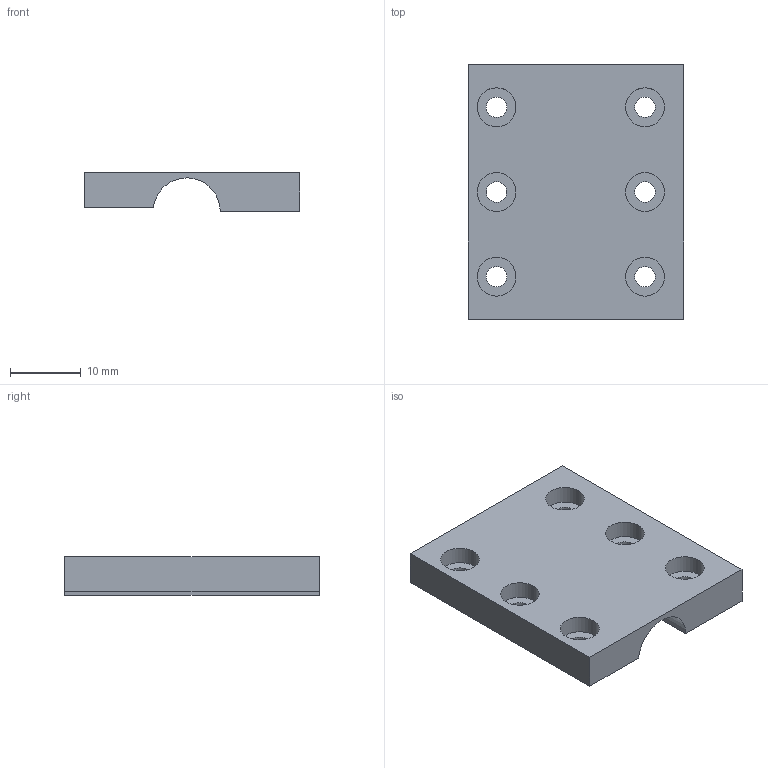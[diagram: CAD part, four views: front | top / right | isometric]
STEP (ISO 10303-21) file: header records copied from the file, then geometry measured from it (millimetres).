
FILE_DESCRIPTION(/* description */ ('xgalvo_to_base_clamp'),/* implementation_level */ '2;1');
FILE_NAME(/* name */ 'xgalvo_to_base_clamp.stp',/* time_stamp */ '2022-05-25T17:59:30-04:00',/* author */ ('kk4764'),/* organization */ (''),/* preprocessor_version */ 'ST-DEVELOPER v18.1',/* originating_system */ 'Autodesk Inventor 2022',/* authorisation */ '');
FILE_SCHEMA (('AUTOMOTIVE_DESIGN { 1 0 10303 214 3 1 1 }'));
Length unit declared in the file: millimetre
Products named in the file (1): J007580
Bounding box: 30.5 x 36 x 5.5 mm (x, y, z)
Volume: 4122.2 mm3; surface area: 3337.2 mm2
Topology: 1 solids, 1 shells, 26 faces, 54 edges, 36 vertices
Faces by surface type: plane 13, cylinder 13
Full cylindrical faces by diameter (mm): 2.9 x6, 5.5 x6
Entity records: 769 total; most frequent: DIRECTION 134, CARTESIAN_POINT 117, ORIENTED_EDGE 108, EDGE_CURVE 54, AXIS2_PLACEMENT_3D 53, EDGE_LOOP 44, VERTEX_POINT 36, LINE 28
